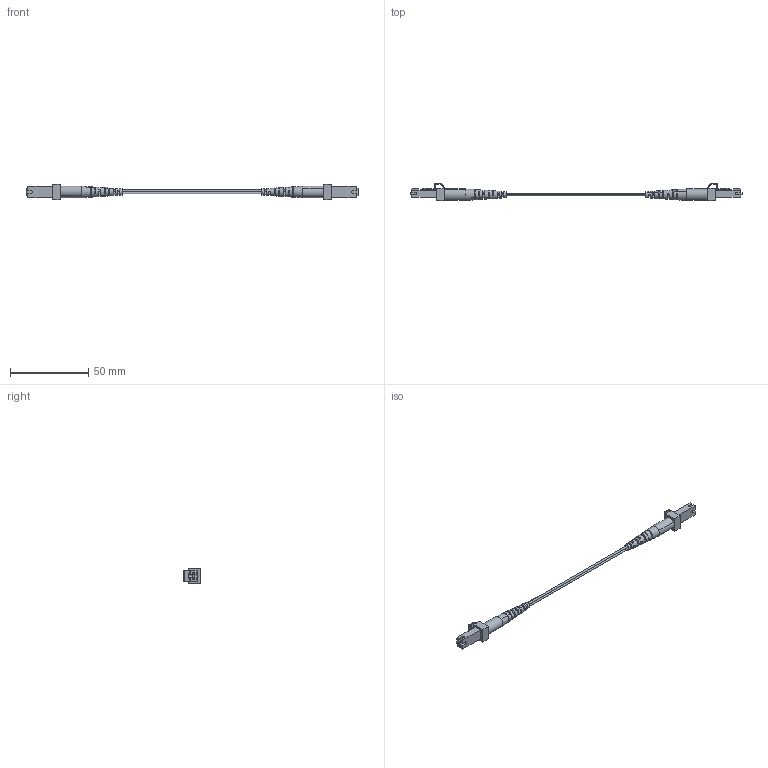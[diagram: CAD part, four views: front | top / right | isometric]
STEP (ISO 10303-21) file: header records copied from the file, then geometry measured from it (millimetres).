
FILE_DESCRIPTION (( 'STEP AP203' ), '1' );
FILE_NAME ('FODZMTRJ50.STEP', '2006-06-23T19:37:01', ( 'lcom' ), ( 'lcom' ), 'SwSTEP 2.0', 'SolidWorks 2006004', '' );
FILE_SCHEMA (( 'CONFIG_CONTROL_DESIGN' ));
Length unit declared in the file: inch
Products named in the file (6): 1AF03-001; 1AF03-001-MA2_WITHOUT FERRULE; FODZMTRJ50; 1BA04-003; 1AL06-074-MA1; 1AF03-001-MA1
Assembly tree (7 placements, depth 3):
  FODZMTRJ50
    1AF03-001  x2
      1AF03-001-MA1
      1AF03-001-MA2_WITHOUT FERRULE
    1BA04-003  x2
    1AL06-074-MA1
Bounding box: 212.09 x 11.44 x 9.78 mm (x, y, z)
Volume: 3592.1 mm3; surface area: 6633 mm2
Topology: 7 solids, 7 shells, 305 faces, 913 edges, 602 vertices
Faces by surface type: plane 268, cylinder 29, cone 8
Entity records: 6238 total; most frequent: CARTESIAN_POINT 1279, ORIENTED_EDGE 928, DIRECTION 862, EDGE_CURVE 464, VERTEX_POINT 306, VECTOR 288, LINE 288, AXIS2_PLACEMENT_3D 287
